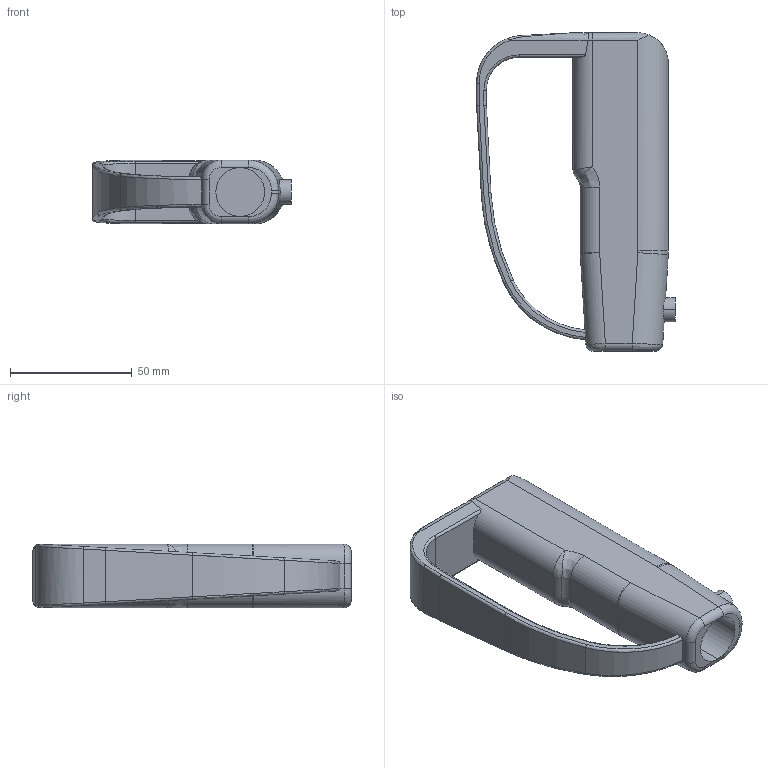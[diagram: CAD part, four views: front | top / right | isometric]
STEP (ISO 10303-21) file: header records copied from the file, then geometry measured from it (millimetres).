
FILE_DESCRIPTION (( 'STEP AP214' ), '1' );
FILE_NAME ('08_209_4.STEP', '2016-08-01T07:48:16', ( '' ), ( '' ), 'SwSTEP 2.0', 'SolidWorks 2016', '' );
FILE_SCHEMA (( 'AUTOMOTIVE_DESIGN' ));
Length unit declared in the file: millimetre
Products named in the file (1): 08_209_4
Bounding box: 81.57 x 130.6 x 26.2 mm (x, y, z)
Volume: 113402.9 mm3; surface area: 27077 mm2
Topology: 1 solids, 1 shells, 107 faces, 265 edges, 156 vertices
Faces by surface type: cylinder 47, bspline 29, plane 23, sphere 4, cone 2, torus 2
Entity records: 5040 total; most frequent: CARTESIAN_POINT 2769, ORIENTED_EDGE 524, DIRECTION 398, EDGE_CURVE 262, VERTEX_POINT 156, AXIS2_PLACEMENT_3D 153, EDGE_LOOP 110, FACE_OUTER_BOUND 107
